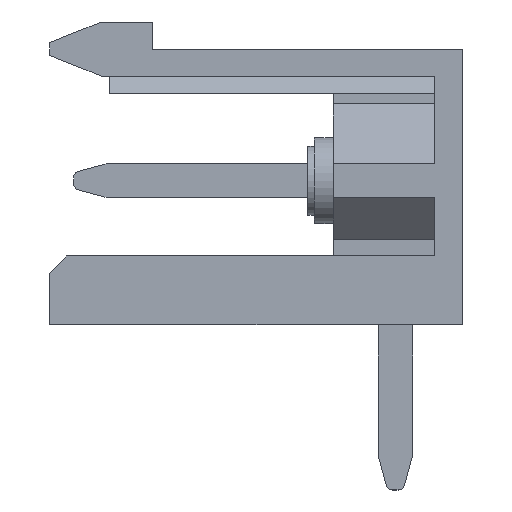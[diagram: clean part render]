
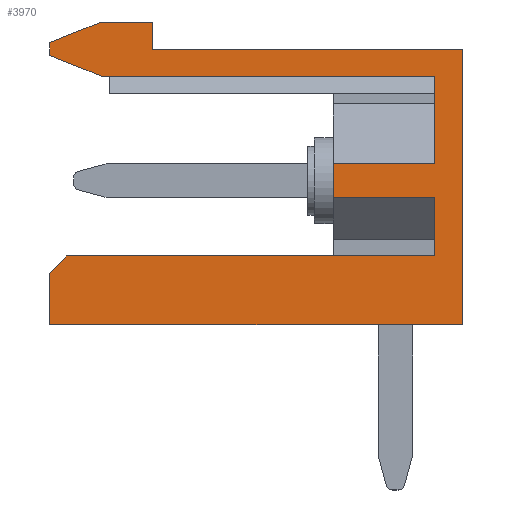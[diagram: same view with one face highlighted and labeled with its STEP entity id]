
A CAD part, left-side view. The second image highlights one B-rep face of the part: STEP entity #3970.
In plain terms, the highlighted planar face has unit normal (-1, 0, 0).
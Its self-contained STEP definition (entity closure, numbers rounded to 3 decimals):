
#94 = ORIENTED_EDGE ( 'NONE', *, *, #7529, .T. ) ;
#203 = CARTESIAN_POINT ( 'NONE',  ( 0., 12., -8. ) ) ;
#270 = DIRECTION ( 'NONE',  ( 0., -1., 0. ) ) ;
#678 = FACE_OUTER_BOUND ( 'NONE', #1516, .T. ) ;
#902 = LINE ( 'NONE', #16016, #3865 ) ;
#995 = CARTESIAN_POINT ( 'NONE',  ( 0., 12., 0.2 ) ) ;
#1071 = VERTEX_POINT ( 'NONE', #8310 ) ;
#1139 = CARTESIAN_POINT ( 'NONE',  ( 0., 12., -0.17 ) ) ;
#1516 = EDGE_LOOP ( 'NONE', ( #12227, #9555, #2077, #14061, #12141, #5977, #5210, #4321, #6061, #7437, #2652, #14989, #3782, #6964, #7993, #94, #12488 ) ) ;
#1818 = VECTOR ( 'NONE', #14926, 1000. ) ;
#1906 = VECTOR ( 'NONE', #13758, 1000. ) ;
#1989 = DIRECTION ( 'NONE',  ( 0., -1., 0. ) ) ;
#2077 = ORIENTED_EDGE ( 'NONE', *, *, #3601, .F. ) ;
#2184 = EDGE_CURVE ( 'NONE', #4409, #11747, #11933, .T. ) ;
#2223 = LINE ( 'NONE', #11432, #11439 ) ;
#2363 = CARTESIAN_POINT ( 'NONE',  ( 0., 3.75, -4.31 ) ) ;
#2500 = CARTESIAN_POINT ( 'NONE',  ( 0., 0.8, -0.77 ) ) ;
#2652 = ORIENTED_EDGE ( 'NONE', *, *, #12335, .F. ) ;
#2670 = VECTOR ( 'NONE', #16168, 1000. ) ;
#2735 = VECTOR ( 'NONE', #12502, 1000. ) ;
#2844 = DIRECTION ( 'NONE',  ( 0., 0., 1. ) ) ;
#2984 = VERTEX_POINT ( 'NONE', #995 ) ;
#3118 = LINE ( 'NONE', #3947, #9403 ) ;
#3340 = EDGE_CURVE ( 'NONE', #4409, #15040, #902, .T. ) ;
#3394 = EDGE_CURVE ( 'NONE', #15218, #8810, #15606, .T. ) ;
#3587 = DIRECTION ( 'NONE',  ( 0., -0.928, 0.371 ) ) ;
#3601 = EDGE_CURVE ( 'NONE', #6675, #11747, #9525, .T. ) ;
#3650 = VERTEX_POINT ( 'NONE', #9168 ) ;
#3782 = ORIENTED_EDGE ( 'NONE', *, *, #6579, .F. ) ;
#3865 = VECTOR ( 'NONE', #7271, 1000. ) ;
#3947 = CARTESIAN_POINT ( 'NONE',  ( 0., 3.75, -3.31 ) ) ;
#3970 = ADVANCED_FACE ( 'NONE', ( #678 ), #13506, .F. ) ;
#4033 = CARTESIAN_POINT ( 'NONE',  ( 0., 10.5, -0.77 ) ) ;
#4321 = ORIENTED_EDGE ( 'NONE', *, *, #13179, .F. ) ;
#4352 = CARTESIAN_POINT ( 'NONE',  ( 0., 0.8, -4.31 ) ) ;
#4409 = VERTEX_POINT ( 'NONE', #7009 ) ;
#5100 = VECTOR ( 'NONE', #3587, 1000. ) ;
#5210 = ORIENTED_EDGE ( 'NONE', *, *, #3394, .F. ) ;
#5332 = CARTESIAN_POINT ( 'NONE',  ( 0., 12., -8. ) ) ;
#5354 = EDGE_CURVE ( 'NONE', #7405, #13682, #12746, .T. ) ;
#5605 = VERTEX_POINT ( 'NONE', #4352 ) ;
#5977 = ORIENTED_EDGE ( 'NONE', *, *, #16069, .F. ) ;
#6047 = CARTESIAN_POINT ( 'NONE',  ( 0., 0., 0. ) ) ;
#6061 = ORIENTED_EDGE ( 'NONE', *, *, #14529, .F. ) ;
#6195 = CARTESIAN_POINT ( 'NONE',  ( 0., 9.01, 0. ) ) ;
#6366 = VECTOR ( 'NONE', #15377, 1000. ) ;
#6544 = AXIS2_PLACEMENT_3D ( 'NONE', #6047, #7298, #16059 ) ;
#6579 = EDGE_CURVE ( 'NONE', #14610, #1071, #8966, .T. ) ;
#6596 = VECTOR ( 'NONE', #2844, 1000. ) ;
#6611 = CARTESIAN_POINT ( 'NONE',  ( 0., 9.01, 0. ) ) ;
#6675 = VERTEX_POINT ( 'NONE', #203 ) ;
#6718 = VERTEX_POINT ( 'NONE', #4033 ) ;
#6964 = ORIENTED_EDGE ( 'NONE', *, *, #14057, .F. ) ;
#7009 = CARTESIAN_POINT ( 'NONE',  ( 0., 11.5, -6. ) ) ;
#7271 = DIRECTION ( 'NONE',  ( 0., -1., 0. ) ) ;
#7287 = LINE ( 'NONE', #10754, #10990 ) ;
#7298 = DIRECTION ( 'NONE',  ( 1., 0., 0. ) ) ;
#7405 = VERTEX_POINT ( 'NONE', #14616 ) ;
#7426 = CARTESIAN_POINT ( 'NONE',  ( 0., 9.01, 0.8 ) ) ;
#7437 = ORIENTED_EDGE ( 'NONE', *, *, #10012, .F. ) ;
#7526 = LINE ( 'NONE', #11608, #6366 ) ;
#7529 = EDGE_CURVE ( 'NONE', #3650, #5605, #13822, .T. ) ;
#7531 = CARTESIAN_POINT ( 'NONE',  ( 0., 0.8, -3.31 ) ) ;
#7790 = VECTOR ( 'NONE', #270, 1000. ) ;
#7993 = ORIENTED_EDGE ( 'NONE', *, *, #8621, .T. ) ;
#8022 = VERTEX_POINT ( 'NONE', #14656 ) ;
#8092 = CARTESIAN_POINT ( 'NONE',  ( 0., 12., -6.5 ) ) ;
#8310 = CARTESIAN_POINT ( 'NONE',  ( 0., 0.8, -0.77 ) ) ;
#8363 = CARTESIAN_POINT ( 'NONE',  ( 0., 10.5, -0.77 ) ) ;
#8459 = LINE ( 'NONE', #1139, #1818 ) ;
#8621 = EDGE_CURVE ( 'NONE', #12132, #3650, #9875, .T. ) ;
#8635 = CARTESIAN_POINT ( 'NONE',  ( 0., 9.01, 0.8 ) ) ;
#8810 = VERTEX_POINT ( 'NONE', #6195 ) ;
#8911 = EDGE_CURVE ( 'NONE', #13682, #6675, #2223, .T. ) ;
#8966 = LINE ( 'NONE', #2500, #1906 ) ;
#9168 = CARTESIAN_POINT ( 'NONE',  ( 0., 3.75, -4.31 ) ) ;
#9403 = VECTOR ( 'NONE', #15212, 1000. ) ;
#9525 = LINE ( 'NONE', #5332, #15412 ) ;
#9555 = ORIENTED_EDGE ( 'NONE', *, *, #2184, .T. ) ;
#9770 = VECTOR ( 'NONE', #12143, 1000. ) ;
#9875 = LINE ( 'NONE', #12098, #12823 ) ;
#10012 = EDGE_CURVE ( 'NONE', #13049, #2984, #12831, .T. ) ;
#10613 = EDGE_CURVE ( 'NONE', #15040, #5605, #7526, .T. ) ;
#10690 = DIRECTION ( 'NONE',  ( 0., 0.707, -0.707 ) ) ;
#10754 = CARTESIAN_POINT ( 'NONE',  ( 0., 10.5, 0.8 ) ) ;
#10830 = DIRECTION ( 'NONE',  ( 0., 0., -1. ) ) ;
#10990 = VECTOR ( 'NONE', #1989, 1000. ) ;
#11243 = CARTESIAN_POINT ( 'NONE',  ( 0., 0., 0. ) ) ;
#11432 = CARTESIAN_POINT ( 'NONE',  ( 0., 0., -8. ) ) ;
#11439 = VECTOR ( 'NONE', #13932, 1000. ) ;
#11599 = CARTESIAN_POINT ( 'NONE',  ( 0., 3.75, -3.31 ) ) ;
#11608 = CARTESIAN_POINT ( 'NONE',  ( 0., 0.8, -0.77 ) ) ;
#11747 = VERTEX_POINT ( 'NONE', #8092 ) ;
#11760 = LINE ( 'NONE', #12358, #5100 ) ;
#11933 = LINE ( 'NONE', #13189, #14867 ) ;
#12098 = CARTESIAN_POINT ( 'NONE',  ( 0., 3.75, -3.31 ) ) ;
#12132 = VERTEX_POINT ( 'NONE', #11599 ) ;
#12141 = ORIENTED_EDGE ( 'NONE', *, *, #5354, .F. ) ;
#12143 = DIRECTION ( 'NONE',  ( 0., 1., 0. ) ) ;
#12227 = ORIENTED_EDGE ( 'NONE', *, *, #3340, .F. ) ;
#12335 = EDGE_CURVE ( 'NONE', #6718, #13049, #8459, .T. ) ;
#12358 = CARTESIAN_POINT ( 'NONE',  ( 0., 10.5, 0.8 ) ) ;
#12488 = ORIENTED_EDGE ( 'NONE', *, *, #10613, .F. ) ;
#12502 = DIRECTION ( 'NONE',  ( 0., 0., -1. ) ) ;
#12734 = CARTESIAN_POINT ( 'NONE',  ( 0., 12., -0.17 ) ) ;
#12746 = LINE ( 'NONE', #11243, #2735 ) ;
#12823 = VECTOR ( 'NONE', #10830, 1000. ) ;
#12831 = LINE ( 'NONE', #15341, #6596 ) ;
#13049 = VERTEX_POINT ( 'NONE', #12734 ) ;
#13179 = EDGE_CURVE ( 'NONE', #8022, #15218, #7287, .T. ) ;
#13189 = CARTESIAN_POINT ( 'NONE',  ( 0., 11.5, -6. ) ) ;
#13431 = VECTOR ( 'NONE', #14895, 1000. ) ;
#13474 = LINE ( 'NONE', #8363, #9770 ) ;
#13506 = PLANE ( 'NONE',  #6544 ) ;
#13682 = VERTEX_POINT ( 'NONE', #14507 ) ;
#13758 = DIRECTION ( 'NONE',  ( 0., 0., 1. ) ) ;
#13822 = LINE ( 'NONE', #2363, #13431 ) ;
#13932 = DIRECTION ( 'NONE',  ( 0., 1., 0. ) ) ;
#14057 = EDGE_CURVE ( 'NONE', #12132, #14610, #3118, .T. ) ;
#14061 = ORIENTED_EDGE ( 'NONE', *, *, #8911, .F. ) ;
#14423 = LINE ( 'NONE', #6611, #7790 ) ;
#14507 = CARTESIAN_POINT ( 'NONE',  ( 0., 0., -8. ) ) ;
#14529 = EDGE_CURVE ( 'NONE', #2984, #8022, #11760, .T. ) ;
#14610 = VERTEX_POINT ( 'NONE', #7531 ) ;
#14616 = CARTESIAN_POINT ( 'NONE',  ( 0., 0., 0. ) ) ;
#14656 = CARTESIAN_POINT ( 'NONE',  ( 0., 10.5, 0.8 ) ) ;
#14867 = VECTOR ( 'NONE', #10690, 1000. ) ;
#14895 = DIRECTION ( 'NONE',  ( 0., -1., 0. ) ) ;
#14926 = DIRECTION ( 'NONE',  ( 0., 0.928, 0.371 ) ) ;
#14989 = ORIENTED_EDGE ( 'NONE', *, *, #15090, .F. ) ;
#15040 = VERTEX_POINT ( 'NONE', #15814 ) ;
#15090 = EDGE_CURVE ( 'NONE', #1071, #6718, #13474, .T. ) ;
#15212 = DIRECTION ( 'NONE',  ( 0., -1., 0. ) ) ;
#15218 = VERTEX_POINT ( 'NONE', #8635 ) ;
#15339 = DIRECTION ( 'NONE',  ( 0., 0., 1. ) ) ;
#15341 = CARTESIAN_POINT ( 'NONE',  ( 0., 12., -0.17 ) ) ;
#15377 = DIRECTION ( 'NONE',  ( 0., 0., 1. ) ) ;
#15412 = VECTOR ( 'NONE', #15339, 1000. ) ;
#15606 = LINE ( 'NONE', #7426, #2670 ) ;
#15814 = CARTESIAN_POINT ( 'NONE',  ( 0., 0.8, -6. ) ) ;
#16016 = CARTESIAN_POINT ( 'NONE',  ( 0., 0.8, -6. ) ) ;
#16059 = DIRECTION ( 'NONE',  ( 0., 0., -1. ) ) ;
#16069 = EDGE_CURVE ( 'NONE', #8810, #7405, #14423, .T. ) ;
#16168 = DIRECTION ( 'NONE',  ( 0., 0., -1. ) ) ;
